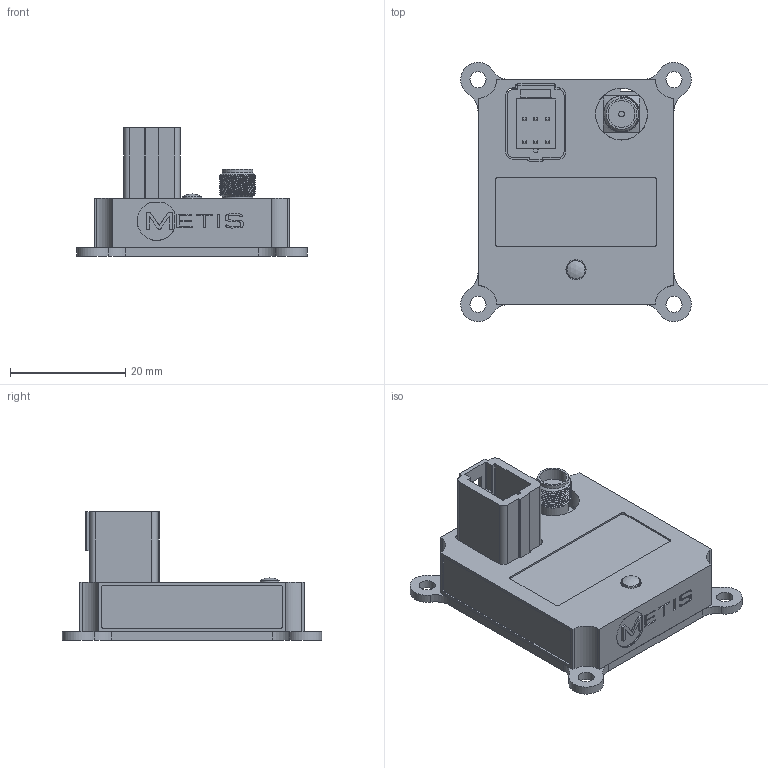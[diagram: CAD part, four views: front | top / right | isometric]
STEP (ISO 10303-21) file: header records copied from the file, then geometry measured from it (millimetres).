
FILE_DESCRIPTION(/* description */ (''),/* implementation_level */ '2;1');
FILE_NAME(/* name */ 'MetisCAN_U_Dead_Reck External_CAD_model_v12.step',/* time_stamp */ '2020-06-28T14:12:40+01:00',/* author */ (''),/* organization */ (''),/* preprocessor_version */ 'ST-DEVELOPER v18.1',/* originating_system */ 'Autodesk Translation Framework v9.3.0.1241',/* authorisation */ '');
FILE_SCHEMA (('AUTOMOTIVE_DESIGN { 1 0 10303 214 3 1 1 }'));
Length unit declared in the file: millimetre
Products named in the file (9): MetisCAN_Dead_Reck; PCB Component; JWPF_2X3; BU-SMA-V; Bottom plate type 1; box Dead Reck; PLP2-100-D v1; PLP2-100-D; Component4
Assembly tree (8 placements, depth 4):
  MetisCAN_Dead_Reck
    PCB Component
      JWPF_2X3
      BU-SMA-V
    Bottom plate type 1
    box Dead Reck
      PLP2-100-D v1
        PLP2-100-D
      Component4
Bounding box: 40 x 45 x 22.27 mm (x, y, z)
Volume: 5605.6 mm3; surface area: 10400.3 mm2
Topology: 5 solids, 5 shells, 689 faces, 1874 edges, 1229 vertices
Faces by surface type: plane 416, cylinder 249, bspline 9, torus 8, cone 6, sphere 1
Full cylindrical faces by diameter (mm): 1 x5, 1.3 x1, 2.8 x4, 2.845 x1, 2.94 x1, 3 x2, 3.302 x1, 3.5 x1, 4.65 x1, 5.35 x2, 6.257 x8, 9 x1
Entity records: 27348 total; most frequent: CARTESIAN_POINT 9169, ORIENTED_EDGE 3750, DIRECTION 3727, EDGE_CURVE 1875, LINE 1317, VECTOR 1317, VERTEX_POINT 1229, AXIS2_PLACEMENT_3D 1205
